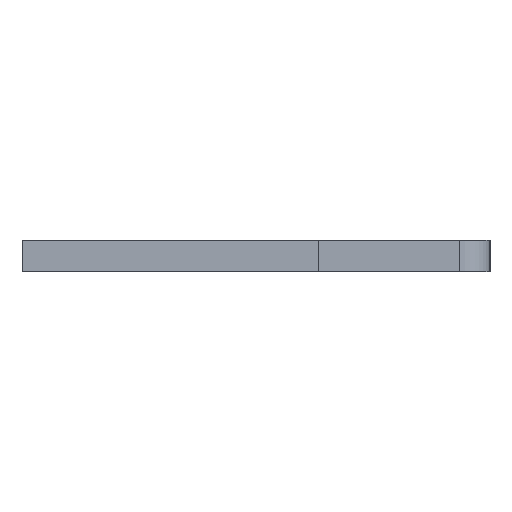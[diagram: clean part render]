
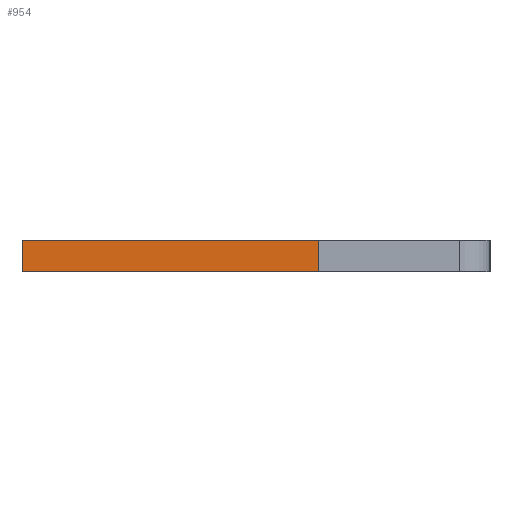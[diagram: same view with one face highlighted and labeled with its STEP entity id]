
A CAD part, left-side view. The second image highlights one B-rep face of the part: STEP entity #954.
In plain terms, the highlighted face is planar.
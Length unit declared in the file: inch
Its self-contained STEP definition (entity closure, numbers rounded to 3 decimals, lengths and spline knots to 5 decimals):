
#28 = AXIS2_PLACEMENT_3D ( 'NONE', #70, #447, #515 ) ;
#70 = CARTESIAN_POINT ( 'NONE',  ( 0.01, 0.15, -0.04 ) ) ;
#112 = DIRECTION ( 'NONE',  ( 0., 1., 0. ) ) ;
#124 = LINE ( 'NONE', #557, #280 ) ;
#139 = CARTESIAN_POINT ( 'NONE',  ( -0.01, 0.15, -0.04 ) ) ;
#226 = LINE ( 'NONE', #910, #843 ) ;
#280 = VECTOR ( 'NONE', #846, 39.37008 ) ;
#299 = VECTOR ( 'NONE', #437, 39.37008 ) ;
#335 = LINE ( 'NONE', #139, #299 ) ;
#354 = CARTESIAN_POINT ( 'NONE',  ( 0.01, 0.15, -0.04 ) ) ;
#365 = ORIENTED_EDGE ( 'NONE', *, *, #543, .F. ) ;
#419 = CARTESIAN_POINT ( 'NONE',  ( -0.01, 0.15, -0.04 ) ) ;
#437 = DIRECTION ( 'NONE',  ( 0., 1., 0. ) ) ;
#447 = DIRECTION ( 'NONE',  ( 0., 0., 1. ) ) ;
#485 = CARTESIAN_POINT ( 'NONE',  ( 0.01, -0.04, -0.04 ) ) ;
#488 = VECTOR ( 'NONE', #112, 39.37008 ) ;
#499 = VERTEX_POINT ( 'NONE', #619 ) ;
#515 = DIRECTION ( 'NONE',  ( 1., 0., 0. ) ) ;
#525 = VERTEX_POINT ( 'NONE', #485 ) ;
#530 = EDGE_CURVE ( 'NONE', #525, #499, #226, .T. ) ;
#543 = EDGE_CURVE ( 'NONE', #525, #584, #636, .T. ) ;
#557 = CARTESIAN_POINT ( 'NONE',  ( 0.01, 0.15, -0.04 ) ) ;
#575 = EDGE_LOOP ( 'NONE', ( #905, #756, #365, #795 ) ) ;
#580 = VERTEX_POINT ( 'NONE', #419 ) ;
#584 = VERTEX_POINT ( 'NONE', #853 ) ;
#619 = CARTESIAN_POINT ( 'NONE',  ( -0.01, -0.04, -0.04 ) ) ;
#636 = LINE ( 'NONE', #354, #488 ) ;
#637 = EDGE_CURVE ( 'NONE', #584, #580, #124, .T. ) ;
#690 = DIRECTION ( 'NONE',  ( -1., 0., 0. ) ) ;
#756 = ORIENTED_EDGE ( 'NONE', *, *, #637, .F. ) ;
#779 = EDGE_CURVE ( 'NONE', #499, #580, #335, .T. ) ;
#795 = ORIENTED_EDGE ( 'NONE', *, *, #530, .T. ) ;
#841 = FACE_OUTER_BOUND ( 'NONE', #575, .T. ) ;
#843 = VECTOR ( 'NONE', #690, 39.37008 ) ;
#846 = DIRECTION ( 'NONE',  ( -1., 0., 0. ) ) ;
#853 = CARTESIAN_POINT ( 'NONE',  ( 0.01, 0.15, -0.04 ) ) ;
#905 = ORIENTED_EDGE ( 'NONE', *, *, #779, .T. ) ;
#910 = CARTESIAN_POINT ( 'NONE',  ( 0.01, -0.04, -0.04 ) ) ;
#948 = PLANE ( 'NONE',  #28 ) ;
#954 = ADVANCED_FACE ( 'NONE', ( #841 ), #948, .F. ) ;
